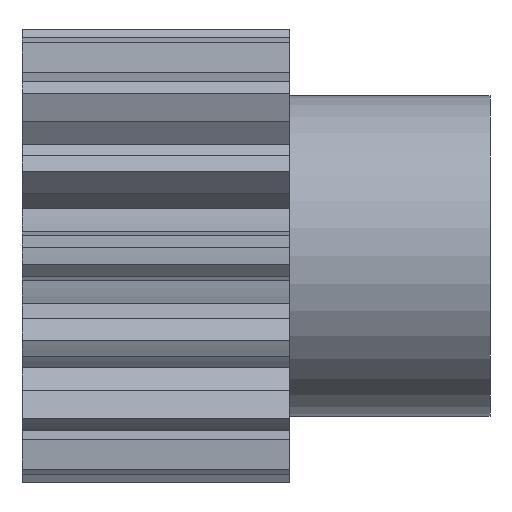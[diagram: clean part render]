
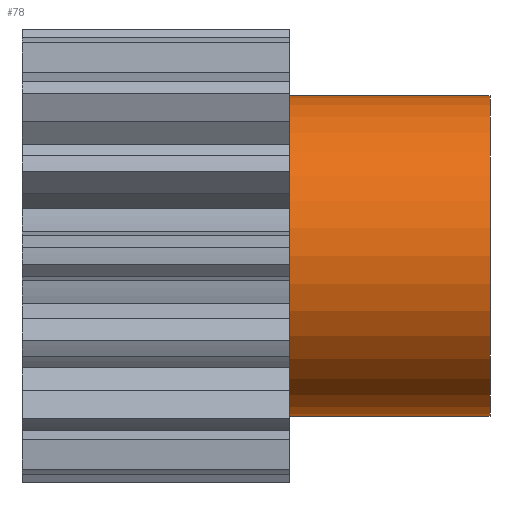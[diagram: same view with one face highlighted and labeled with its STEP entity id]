
A CAD part, front view. The second image highlights one B-rep face of the part: STEP entity #78.
In plain terms, the highlighted cylindrical face has radius 12 mm (diameter 24 mm), a partial arc.
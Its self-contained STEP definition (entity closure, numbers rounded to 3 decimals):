
#78 = ADVANCED_FACE( '', ( #179 ), #180, .T. );
#179 = FACE_OUTER_BOUND( '', #376, .T. );
#180 = CYLINDRICAL_SURFACE( '', #377, 12. );
#376 = EDGE_LOOP( '', ( #588, #589, #590, #591 ) );
#377 = AXIS2_PLACEMENT_3D( '', #592, #593, #594 );
#588 = ORIENTED_EDGE( '', *, *, #1422, .T. );
#589 = ORIENTED_EDGE( '', *, *, #1432, .T. );
#590 = ORIENTED_EDGE( '', *, *, #1424, .T. );
#591 = ORIENTED_EDGE( '', *, *, #1433, .F. );
#592 = CARTESIAN_POINT( '', ( 0., 0., 0. ) );
#593 = DIRECTION( '', ( -1., 0., 0. ) );
#594 = DIRECTION( '', ( 0., 0., -1. ) );
#1422 = EDGE_CURVE( '', #1704, #1705, #1706, .T. );
#1424 = EDGE_CURVE( '', #1709, #1707, #1710, .T. );
#1432 = EDGE_CURVE( '', #1705, #1709, #1722, .T. );
#1433 = EDGE_CURVE( '', #1704, #1707, #1723, .T. );
#1704 = VERTEX_POINT( '', #2174 );
#1705 = VERTEX_POINT( '', #2175 );
#1706 = LINE( '', #2176, #2177 );
#1707 = VERTEX_POINT( '', #2178 );
#1709 = VERTEX_POINT( '', #2180 );
#1710 = LINE( '', #2181, #2182 );
#1722 = CIRCLE( '', #2196, 12. );
#1723 = CIRCLE( '', #2197, 12. );
#2174 = CARTESIAN_POINT( '', ( 10., 0., -12. ) );
#2175 = CARTESIAN_POINT( '', ( 25., 0., -12. ) );
#2176 = CARTESIAN_POINT( '', ( 17.5, 0., -12. ) );
#2177 = VECTOR( '', #2858, 1. );
#2178 = CARTESIAN_POINT( '', ( 10., 0., 12. ) );
#2180 = CARTESIAN_POINT( '', ( 25., 0., 12. ) );
#2181 = CARTESIAN_POINT( '', ( 17.5, 0., 12. ) );
#2182 = VECTOR( '', #2862, 1. );
#2196 = AXIS2_PLACEMENT_3D( '', #2880, #2881, #2882 );
#2197 = AXIS2_PLACEMENT_3D( '', #2883, #2884, #2885 );
#2858 = DIRECTION( '', ( 1., 0., 0. ) );
#2862 = DIRECTION( '', ( -1., 0., 0. ) );
#2880 = CARTESIAN_POINT( '', ( 25., 0., 0. ) );
#2881 = DIRECTION( '', ( -1., 0., 0. ) );
#2882 = DIRECTION( '', ( 0., 0., -1. ) );
#2883 = CARTESIAN_POINT( '', ( 10., 0., 0. ) );
#2884 = DIRECTION( '', ( -1., 0., 0. ) );
#2885 = DIRECTION( '', ( 0., 0., -1. ) );
